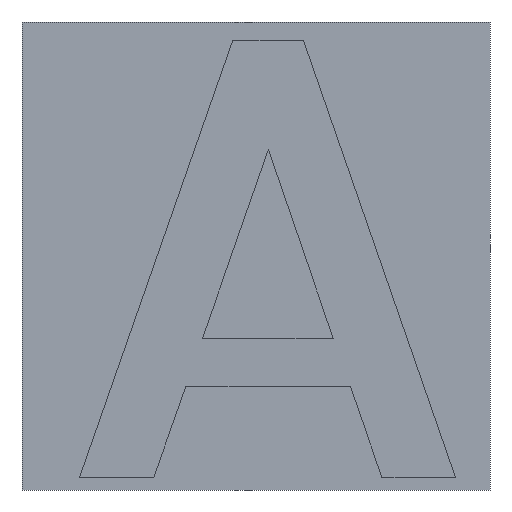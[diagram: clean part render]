
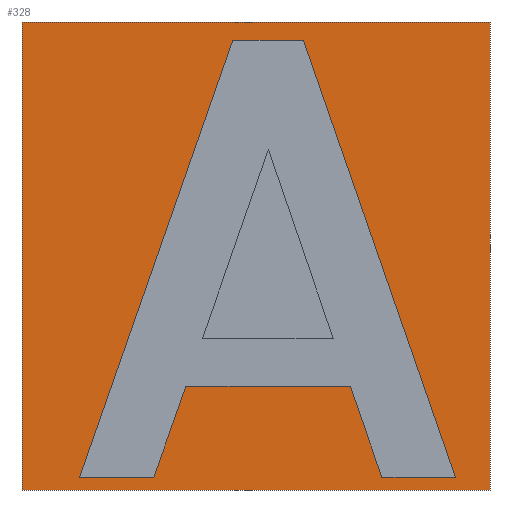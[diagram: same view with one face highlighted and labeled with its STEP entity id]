
A CAD part, front view. The second image highlights one B-rep face of the part: STEP entity #328.
In plain terms, the highlighted planar face has unit normal (0, -1, 0).
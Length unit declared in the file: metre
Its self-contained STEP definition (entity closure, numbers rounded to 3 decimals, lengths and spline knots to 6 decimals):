
#12=ORIENTED_EDGE('',*,*,#102,.F.);
#13=ORIENTED_EDGE('',*,*,#103,.T.);
#14=ORIENTED_EDGE('',*,*,#104,.T.);
#15=ORIENTED_EDGE('',*,*,#105,.F.);
#16=ORIENTED_EDGE('',*,*,#106,.T.);
#17=ORIENTED_EDGE('',*,*,#107,.T.);
#18=ORIENTED_EDGE('',*,*,#108,.T.);
#19=ORIENTED_EDGE('',*,*,#109,.T.);
#20=ORIENTED_EDGE('',*,*,#110,.T.);
#21=ORIENTED_EDGE('',*,*,#111,.T.);
#22=ORIENTED_EDGE('',*,*,#112,.T.);
#23=ORIENTED_EDGE('',*,*,#113,.T.);
#102=EDGE_CURVE('',#147,#148,#177,.T.);
#103=EDGE_CURVE('',#147,#149,#178,.T.);
#104=EDGE_CURVE('',#149,#150,#179,.T.);
#105=EDGE_CURVE('',#148,#150,#180,.T.);
#106=EDGE_CURVE('',#151,#152,#181,.T.);
#107=EDGE_CURVE('',#152,#153,#182,.T.);
#108=EDGE_CURVE('',#153,#154,#183,.T.);
#109=EDGE_CURVE('',#154,#155,#184,.T.);
#110=EDGE_CURVE('',#155,#156,#185,.T.);
#111=EDGE_CURVE('',#156,#157,#186,.T.);
#112=EDGE_CURVE('',#157,#158,#187,.T.);
#113=EDGE_CURVE('',#158,#151,#188,.T.);
#147=VERTEX_POINT('',#467);
#148=VERTEX_POINT('',#468);
#149=VERTEX_POINT('',#470);
#150=VERTEX_POINT('',#472);
#151=VERTEX_POINT('',#475);
#152=VERTEX_POINT('',#476);
#153=VERTEX_POINT('',#478);
#154=VERTEX_POINT('',#480);
#155=VERTEX_POINT('',#482);
#156=VERTEX_POINT('',#484);
#157=VERTEX_POINT('',#486);
#158=VERTEX_POINT('',#488);
#177=LINE('',#466,#222);
#178=LINE('',#469,#223);
#179=LINE('',#471,#224);
#180=LINE('',#473,#225);
#181=LINE('',#474,#226);
#182=LINE('',#477,#227);
#183=LINE('',#479,#228);
#184=LINE('',#481,#229);
#185=LINE('',#483,#230);
#186=LINE('',#485,#231);
#187=LINE('',#487,#232);
#188=LINE('',#489,#233);
#222=VECTOR('',#383,1.);
#223=VECTOR('',#384,1.);
#224=VECTOR('',#385,1.);
#225=VECTOR('',#386,1.);
#226=VECTOR('',#387,1.);
#227=VECTOR('',#388,1.);
#228=VECTOR('',#389,1.);
#229=VECTOR('',#390,1.);
#230=VECTOR('',#391,1.);
#231=VECTOR('',#392,1.);
#232=VECTOR('',#393,1.);
#233=VECTOR('',#394,1.);
#267=EDGE_LOOP('',(#12,#13,#14,#15));
#268=EDGE_LOOP('',(#16,#17,#18,#19,#20,#21,#22,#23));
#288=FACE_BOUND('',#267,.T.);
#289=FACE_BOUND('',#268,.T.);
#309=PLANE('',#360);
#328=ADVANCED_FACE('',(#288,#289),#309,.T.);
#360=AXIS2_PLACEMENT_3D('',#465,#381,#382);
#381=DIRECTION('',(0.,-1.,0.));
#382=DIRECTION('',(1.,0.,0.));
#383=DIRECTION('',(1.,0.,0.));
#384=DIRECTION('',(0.,0.,-1.));
#385=DIRECTION('',(1.,0.,0.));
#386=DIRECTION('',(0.,0.,-1.));
#387=DIRECTION('',(-1.,0.,0.));
#388=DIRECTION('',(0.331,0.,0.944));
#389=DIRECTION('',(1.,0.,0.));
#390=DIRECTION('',(0.329,0.,-0.944));
#391=DIRECTION('',(-1.,0.,0.));
#392=DIRECTION('',(-0.327,0.,0.945));
#393=DIRECTION('',(-1.,0.,0.));
#394=DIRECTION('',(-0.333,0.,-0.943));
#465=CARTESIAN_POINT('',(0.,-0.004,0.));
#466=CARTESIAN_POINT('',(0.,-0.004,0.0095));
#467=CARTESIAN_POINT('',(-0.0095,-0.004,0.0095));
#468=CARTESIAN_POINT('',(0.0095,-0.004,0.0095));
#469=CARTESIAN_POINT('',(-0.0095,-0.004,0.));
#470=CARTESIAN_POINT('',(-0.0095,-0.004,-0.0095));
#471=CARTESIAN_POINT('',(0.,-0.004,-0.0095));
#472=CARTESIAN_POINT('',(0.0095,-0.004,-0.0095));
#473=CARTESIAN_POINT('',(0.0095,-0.004,0.));
#474=CARTESIAN_POINT('',(-0.005659,-0.004,-0.008985));
#475=CARTESIAN_POINT('',(-0.004152,-0.004,-0.008985));
#476=CARTESIAN_POINT('',(-0.007167,-0.004,-0.008985));
#477=CARTESIAN_POINT('',(-0.004056,-0.004,-0.000108));
#478=CARTESIAN_POINT('',(-0.000945,-0.004,0.008769));
#479=CARTESIAN_POINT('',(0.000491,-0.004,0.008769));
#480=CARTESIAN_POINT('',(0.001926,-0.004,0.008769));
#481=CARTESIAN_POINT('',(0.005014,-0.004,-0.000108));
#482=CARTESIAN_POINT('',(0.008102,-0.004,-0.008985));
#483=CARTESIAN_POINT('',(0.006606,-0.004,-0.008985));
#484=CARTESIAN_POINT('',(0.005111,-0.004,-0.008985));
#485=CARTESIAN_POINT('',(0.004472,-0.004,-0.00714));
#486=CARTESIAN_POINT('',(0.003833,-0.004,-0.005295));
#487=CARTESIAN_POINT('',(0.000493,-0.004,-0.005295));
#488=CARTESIAN_POINT('',(-0.002848,-0.004,-0.005295));
#489=CARTESIAN_POINT('',(-0.0035,-0.004,-0.00714));
